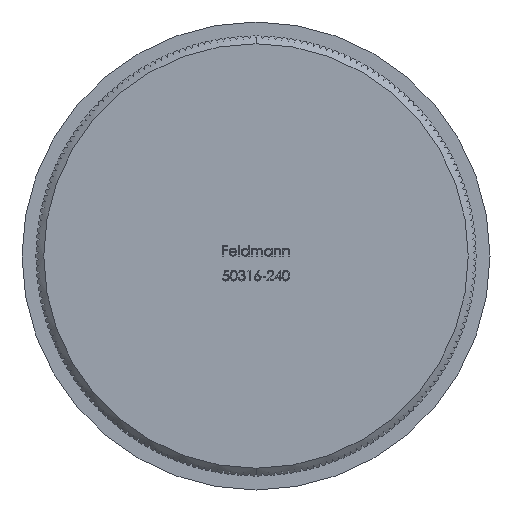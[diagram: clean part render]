
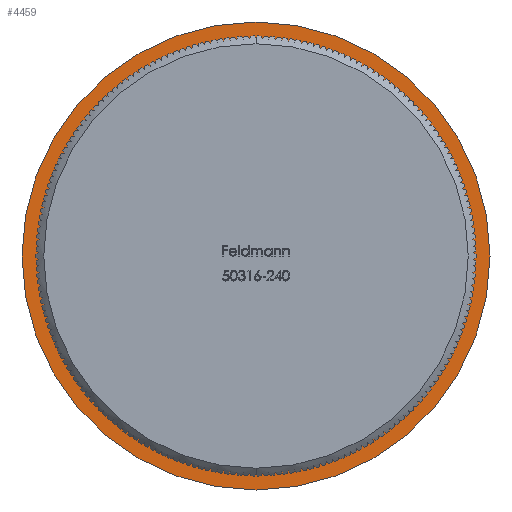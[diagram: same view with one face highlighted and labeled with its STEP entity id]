
A CAD part, front view. The second image highlights one B-rep face of the part: STEP entity #4459.
In plain terms, the highlighted planar face has unit normal (0, -1, 0).
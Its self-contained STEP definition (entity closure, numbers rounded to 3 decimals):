
#988 = DIRECTION ( 'NONE',  ( 0., -1., 0. ) ) ;
#2185 = EDGE_CURVE ( 'NONE', #17611, #7884, #8362, .T. ) ;
#3564 = CARTESIAN_POINT ( 'NONE',  ( 0., 8., -30.15 ) ) ;
#4459 = ADVANCED_FACE ( 'NONE', ( #26833, #23035 ), #17177, .T. ) ;
#4898 = DIRECTION ( 'NONE',  ( 0., -1., 0. ) ) ;
#5246 = CARTESIAN_POINT ( 'NONE',  ( 0., 8., 0. ) ) ;
#6036 = DIRECTION ( 'NONE',  ( 0., 0., -1. ) ) ;
#6555 = CIRCLE ( 'NONE', #22315, 30.15 ) ;
#7884 = VERTEX_POINT ( 'NONE', #29658 ) ;
#8362 = CIRCLE ( 'NONE', #14740, 30.15 ) ;
#8746 = AXIS2_PLACEMENT_3D ( 'NONE', #12193, #12072, #28344 ) ;
#8768 = EDGE_CURVE ( 'NONE', #13819, #22549, #29599, .T. ) ;
#9380 = AXIS2_PLACEMENT_3D ( 'NONE', #27661, #988, #6036 ) ;
#11569 = CARTESIAN_POINT ( 'NONE',  ( 0., 8., 0. ) ) ;
#12072 = DIRECTION ( 'NONE',  ( 0., -1., 0. ) ) ;
#12193 = CARTESIAN_POINT ( 'NONE',  ( 0., 8., 0. ) ) ;
#12227 = ORIENTED_EDGE ( 'NONE', *, *, #19365, .T. ) ;
#13072 = AXIS2_PLACEMENT_3D ( 'NONE', #14191, #17155, #14071 ) ;
#13819 = VERTEX_POINT ( 'NONE', #26472 ) ;
#14071 = DIRECTION ( 'NONE',  ( 0., 0., -1. ) ) ;
#14191 = CARTESIAN_POINT ( 'NONE',  ( 0., 8., 0. ) ) ;
#14740 = AXIS2_PLACEMENT_3D ( 'NONE', #5246, #4898, #23833 ) ;
#17155 = DIRECTION ( 'NONE',  ( 0., -1., 0. ) ) ;
#17177 = PLANE ( 'NONE',  #9380 ) ;
#17611 = VERTEX_POINT ( 'NONE', #3564 ) ;
#19365 = EDGE_CURVE ( 'NONE', #7884, #17611, #6555, .T. ) ;
#19461 = DIRECTION ( 'NONE',  ( 0., 0., -1. ) ) ;
#20677 = ORIENTED_EDGE ( 'NONE', *, *, #2185, .T. ) ;
#22315 = AXIS2_PLACEMENT_3D ( 'NONE', #11569, #24673, #19461 ) ;
#22549 = VERTEX_POINT ( 'NONE', #33916 ) ;
#23035 = FACE_BOUND ( 'NONE', #24075, .T. ) ;
#23833 = DIRECTION ( 'NONE',  ( 0., 0., -1. ) ) ;
#24075 = EDGE_LOOP ( 'NONE', ( #31242, #24728 ) ) ;
#24673 = DIRECTION ( 'NONE',  ( 0., -1., 0. ) ) ;
#24728 = ORIENTED_EDGE ( 'NONE', *, *, #8768, .F. ) ;
#26218 = EDGE_CURVE ( 'NONE', #22549, #13819, #33433, .T. ) ;
#26472 = CARTESIAN_POINT ( 'NONE',  ( 0., 8., 27.65 ) ) ;
#26833 = FACE_OUTER_BOUND ( 'NONE', #29381, .T. ) ;
#27661 = CARTESIAN_POINT ( 'NONE',  ( 27.65, 8., 0. ) ) ;
#28344 = DIRECTION ( 'NONE',  ( 0., 0., -1. ) ) ;
#29381 = EDGE_LOOP ( 'NONE', ( #20677, #12227 ) ) ;
#29599 = CIRCLE ( 'NONE', #8746, 27.65 ) ;
#29658 = CARTESIAN_POINT ( 'NONE',  ( 0., 8., 30.15 ) ) ;
#31242 = ORIENTED_EDGE ( 'NONE', *, *, #26218, .F. ) ;
#33433 = CIRCLE ( 'NONE', #13072, 27.65 ) ;
#33916 = CARTESIAN_POINT ( 'NONE',  ( 0., 8., -27.65 ) ) ;
